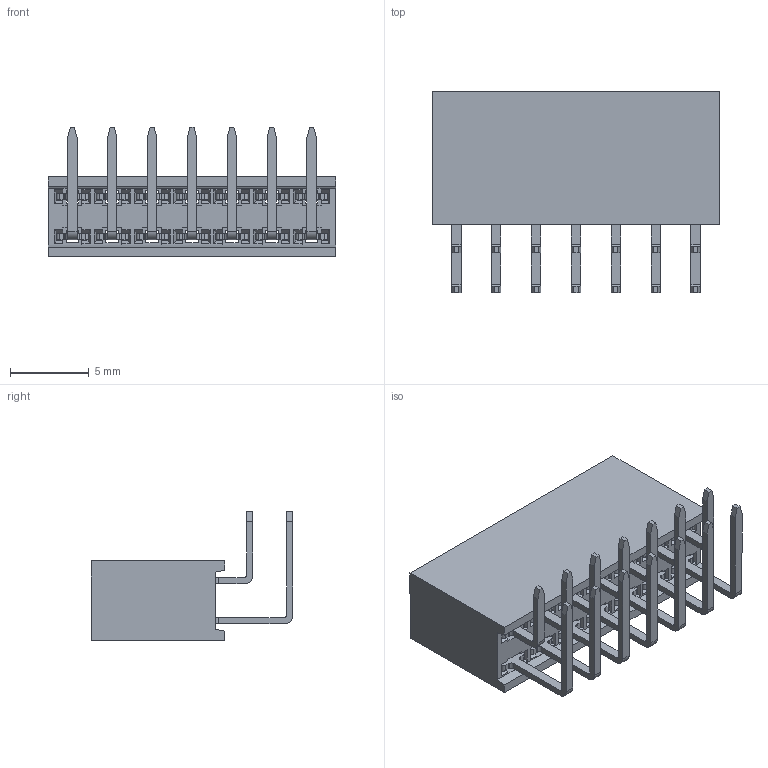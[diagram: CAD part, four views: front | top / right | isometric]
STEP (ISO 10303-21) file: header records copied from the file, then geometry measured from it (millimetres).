
FILE_DESCRIPTION (( 'STEP AP203' ), '1' );
FILE_NAME ('_ _ _C072LJBN-RC.STEP', '2016-08-19T03:25:48', ( 'LUANN HERRING' ), ( 'SULLINS' ), 'SwSTEP 2.0', 'SolidWorks 2015', '' );
FILE_SCHEMA (( 'CONFIG_CONTROL_DESIGN' ));
Length unit declared in the file: inch
Products named in the file (2): _ _ _C072LJBN-RC
Bounding box: 18.28 x 12.84 x 8.23 mm (x, y, z)
Volume: 638.7 mm3; surface area: 1825.1 mm2
Topology: 15 solids, 15 shells, 990 faces, 2747 edges, 1787 vertices
Faces by surface type: plane 780, cylinder 210
Entity records: 32078 total; most frequent: CARTESIAN_POINT 7332, ORIENTED_EDGE 5494, DIRECTION 4465, EDGE_CURVE 2747, VECTOR 2145, LINE 2145, VERTEX_POINT 1787, AXIS2_PLACEMENT_3D 1160
